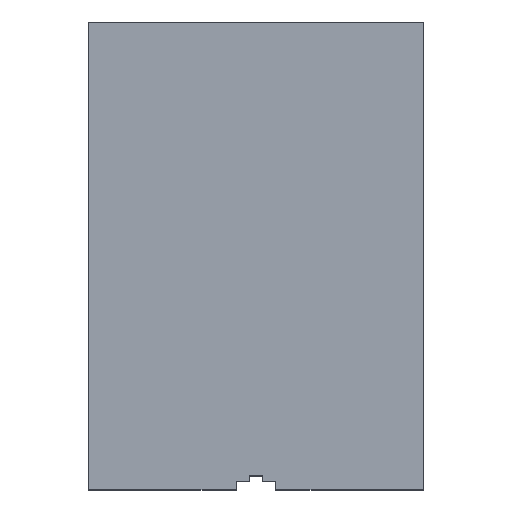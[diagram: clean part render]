
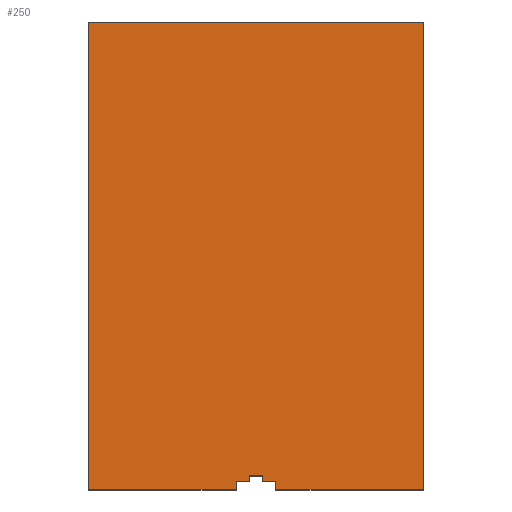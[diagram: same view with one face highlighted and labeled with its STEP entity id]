
A CAD part, top view. The second image highlights one B-rep face of the part: STEP entity #250.
In plain terms, the highlighted planar face has unit normal (0, 0, 1).
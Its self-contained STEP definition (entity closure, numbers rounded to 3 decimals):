
#73=CARTESIAN_POINT('',(8.,-266.7,12.5));
#74=VERTEX_POINT('',#73);
#83=CARTESIAN_POINT('',(8.,-259.7,12.5));
#84=VERTEX_POINT('',#83);
#85=CARTESIAN_POINT('',(8.,-259.7,12.5));
#86=DIRECTION('',(0.0,-1.0,0.0));
#87=VECTOR('',#86,7.0);
#88=LINE('',#85,#87);
#89=EDGE_CURVE('',#84,#74,#88,.T.);
#115=CARTESIAN_POINT('',(-8.,-266.7,12.5));
#116=VERTEX_POINT('',#115);
#131=CARTESIAN_POINT('',(-8.,-259.7,12.5));
#132=VERTEX_POINT('',#131);
#139=CARTESIAN_POINT('',(-8.,-266.7,12.5));
#140=DIRECTION('',(0.0,1.0,0.0));
#141=VECTOR('',#140,7.0);
#142=LINE('',#139,#141);
#143=EDGE_CURVE('',#116,#132,#142,.T.);
#161=CARTESIAN_POINT('',(-8.,-259.7,12.5));
#162=DIRECTION('',(1.0,0.0,0.0));
#163=VECTOR('',#162,16.);
#164=LINE('',#161,#163);
#165=EDGE_CURVE('',#132,#84,#164,.T.);
#170=CARTESIAN_POINT('',(0.0,0.0,12.5));
#171=DIRECTION('',(0.0,0.0,1.0));
#172=DIRECTION('',(1.0,0.0,0.0));
#173=AXIS2_PLACEMENT_3D('',#170,#171,#172);
#174=PLANE('',#173);
#175=ORIENTED_EDGE('',*,*,#143,.T.);
#176=ORIENTED_EDGE('',*,*,#165,.T.);
#177=ORIENTED_EDGE('',*,*,#89,.T.);
#178=CARTESIAN_POINT('',(23.417,-266.7,12.5));
#179=VERTEX_POINT('',#178);
#180=CARTESIAN_POINT('',(8.,-266.7,12.5));
#181=DIRECTION('',(1.0,0.0,0.0));
#182=VECTOR('',#181,15.417);
#183=LINE('',#180,#182);
#184=EDGE_CURVE('',#74,#179,#183,.T.);
#185=ORIENTED_EDGE('',*,*,#184,.T.);
#186=CARTESIAN_POINT('',(23.417,-276.225,12.5));
#187=VERTEX_POINT('',#186);
#188=CARTESIAN_POINT('',(23.417,-266.7,12.5));
#189=DIRECTION('',(0.0,-1.0,0.0));
#190=VECTOR('',#189,9.525);
#191=LINE('',#188,#190);
#192=EDGE_CURVE('',#179,#187,#191,.T.);
#193=ORIENTED_EDGE('',*,*,#192,.T.);
#194=CARTESIAN_POINT('',(197.772,-276.225,12.5));
#195=VERTEX_POINT('',#194);
#196=CARTESIAN_POINT('',(23.417,-276.225,12.5));
#197=DIRECTION('',(1.0,0.0,0.0));
#198=VECTOR('',#197,174.355);
#199=LINE('',#196,#198);
#200=EDGE_CURVE('',#187,#195,#199,.T.);
#201=ORIENTED_EDGE('',*,*,#200,.T.);
#202=CARTESIAN_POINT('',(197.772,276.225,12.5));
#203=VERTEX_POINT('',#202);
#204=CARTESIAN_POINT('',(197.772,-276.225,12.5));
#205=DIRECTION('',(0.0,1.0,0.0));
#206=VECTOR('',#205,552.45);
#207=LINE('',#204,#206);
#208=EDGE_CURVE('',#195,#203,#207,.T.);
#209=ORIENTED_EDGE('',*,*,#208,.T.);
#210=CARTESIAN_POINT('',(-197.772,276.225,12.5));
#211=VERTEX_POINT('',#210);
#212=CARTESIAN_POINT('',(197.772,276.225,12.5));
#213=DIRECTION('',(-1.0,0.0,0.0));
#214=VECTOR('',#213,395.544);
#215=LINE('',#212,#214);
#216=EDGE_CURVE('',#203,#211,#215,.T.);
#217=ORIENTED_EDGE('',*,*,#216,.T.);
#218=CARTESIAN_POINT('',(-197.772,-276.225,12.5));
#219=VERTEX_POINT('',#218);
#220=CARTESIAN_POINT('',(-197.772,276.225,12.5));
#221=DIRECTION('',(0.0,-1.0,0.0));
#222=VECTOR('',#221,552.45);
#223=LINE('',#220,#222);
#224=EDGE_CURVE('',#211,#219,#223,.T.);
#225=ORIENTED_EDGE('',*,*,#224,.T.);
#226=CARTESIAN_POINT('',(-23.416,-276.225,12.5));
#227=VERTEX_POINT('',#226);
#228=CARTESIAN_POINT('',(-197.772,-276.225,12.5));
#229=DIRECTION('',(1.0,0.0,0.0));
#230=VECTOR('',#229,174.356);
#231=LINE('',#228,#230);
#232=EDGE_CURVE('',#219,#227,#231,.T.);
#233=ORIENTED_EDGE('',*,*,#232,.T.);
#234=CARTESIAN_POINT('',(-23.416,-266.7,12.5));
#235=VERTEX_POINT('',#234);
#236=CARTESIAN_POINT('',(-23.416,-276.225,12.5));
#237=DIRECTION('',(0.0,1.0,0.0));
#238=VECTOR('',#237,9.525);
#239=LINE('',#236,#238);
#240=EDGE_CURVE('',#227,#235,#239,.T.);
#241=ORIENTED_EDGE('',*,*,#240,.T.);
#242=CARTESIAN_POINT('',(-23.416,-266.7,12.5));
#243=DIRECTION('',(1.0,0.0,0.0));
#244=VECTOR('',#243,15.417);
#245=LINE('',#242,#244);
#246=EDGE_CURVE('',#235,#116,#245,.T.);
#247=ORIENTED_EDGE('',*,*,#246,.T.);
#248=EDGE_LOOP('',(#175,#176,#177,#185,#193,#201,#209,#217,#225,#233,#241,#247));
#249=FACE_OUTER_BOUND('',#248,.T.);
#250=ADVANCED_FACE('',(#249),#174,.T.);
